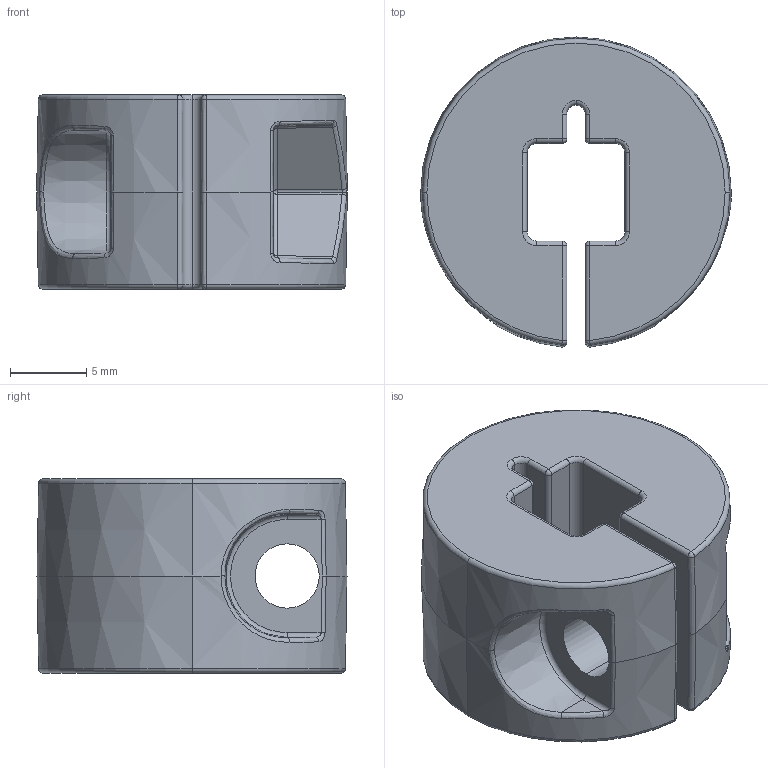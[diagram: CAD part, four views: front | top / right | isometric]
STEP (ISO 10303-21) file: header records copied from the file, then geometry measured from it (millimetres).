
FILE_DESCRIPTION (( 'STEP AP214' ), '1' );
FILE_NAME ('276-3520-001 Rev2.STEP', '2014-02-21T22:44:35', ( 'IFMI-VEX04' ), ( '' ), 'SwSTEP 2.0', 'SolidWorks 2013', '' );
FILE_SCHEMA (( 'AUTOMOTIVE_DESIGN' ));
Length unit declared in the file: millimetre
Products named in the file (1): 276-3520-001 Rev2
Bounding box: 20.32 x 20.28 x 12.7 mm (x, y, z)
Volume: 3000.6 mm3; surface area: 1970.6 mm2
Topology: 1 solids, 1 shells, 129 faces, 291 edges, 156 vertices
Faces by surface type: cylinder 44, bspline 24, plane 20, torus 19, sphere 15, cone 7
Entity records: 4108 total; most frequent: CARTESIAN_POINT 1371, DIRECTION 582, ORIENTED_EDGE 566, EDGE_CURVE 283, AXIS2_PLACEMENT_3D 247, VERTEX_POINT 156, CIRCLE 141, EDGE_LOOP 133
